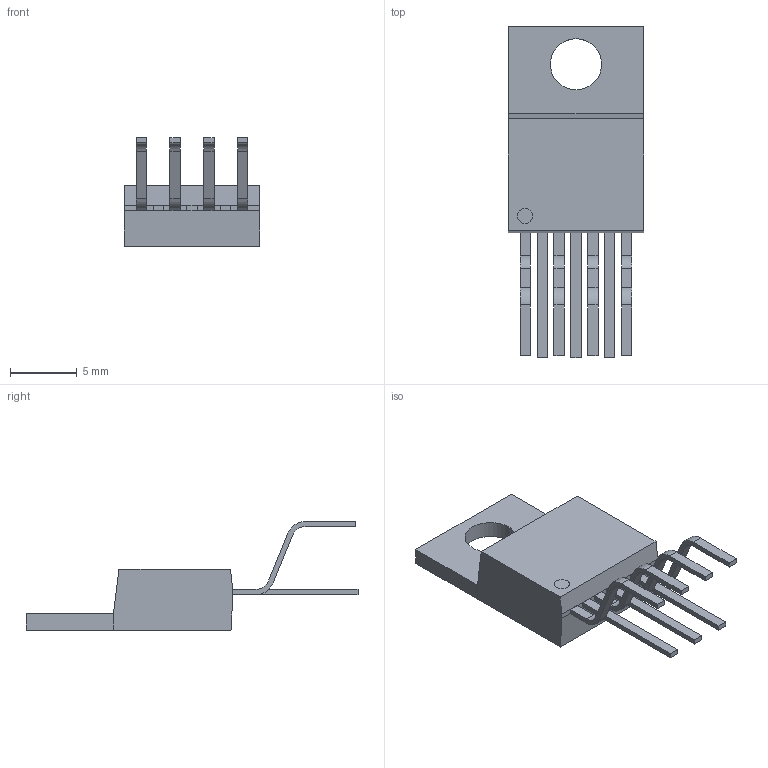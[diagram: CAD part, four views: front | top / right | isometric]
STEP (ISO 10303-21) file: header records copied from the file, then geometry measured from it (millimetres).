
FILE_DESCRIPTION (( 'STEP AP214' ), '1' );
FILE_NAME ('LM2678T-ADJ(slash)NOPB.STEP', '2021-06-18T02:44:07', ( '' ), ( '' ), 'SwSTEP 2.0', 'SolidWorks 2017', '' );
FILE_SCHEMA (( 'AUTOMOTIVE_DESIGN' ));
Length unit declared in the file: inch
Products named in the file (1): LM2678T-ADJ(slash)NOPB
Bounding box: 10.16 x 24.87 x 8.14 mm (x, y, z)
Volume: 497.5 mm3; surface area: 812.3 mm2
Topology: 10 solids, 10 shells, 107 faces, 256 edges, 170 vertices
Faces by surface type: plane 85, cylinder 22
Entity records: 3221 total; most frequent: CARTESIAN_POINT 534, DIRECTION 516, ORIENTED_EDGE 512, EDGE_CURVE 256, LINE 212, VECTOR 212, VERTEX_POINT 170, AXIS2_PLACEMENT_3D 152
